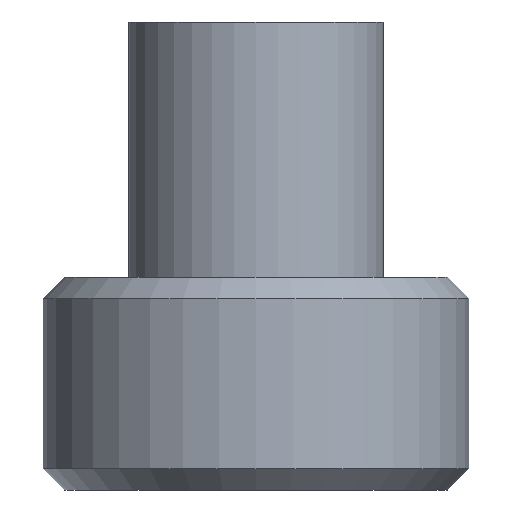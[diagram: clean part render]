
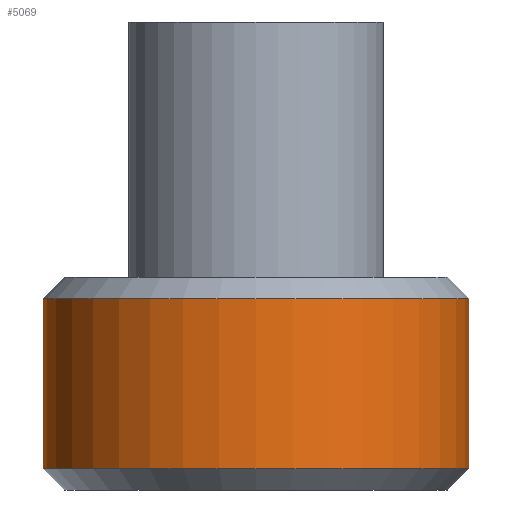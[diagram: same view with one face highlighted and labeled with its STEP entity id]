
A CAD part, left-side view. The second image highlights one B-rep face of the part: STEP entity #5069.
In plain terms, the highlighted cylindrical face has radius 10 mm (diameter 20 mm), a full revolution.
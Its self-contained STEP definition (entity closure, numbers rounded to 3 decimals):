
#53=CYLINDRICAL_SURFACE('',#5298,10.);
#84=CIRCLE('',#5295,10.);
#85=CIRCLE('',#5296,10.);
#87=CIRCLE('',#5299,10.);
#88=CIRCLE('',#5300,10.);
#119=FACE_BOUND('',#812,.T.);
#500=FACE_OUTER_BOUND('',#811,.T.);
#811=EDGE_LOOP('',(#4611,#4612,#4613,#4614,#4615,#4616));
#812=EDGE_LOOP('',(#4617,#4618));
#1195=LINE('',#9685,#1574);
#1574=VECTOR('',#5995,10.);
#1902=B_SPLINE_CURVE_WITH_KNOTS('',3,(#9629,#9630,#9631,#9632,#9633,#9634,
#9635,#9636,#9637,#9638,#9639,#9640,#9641,#9642,#9643,#9644,#9645,#9646),
 .UNSPECIFIED.,.F.,.F.,(4,2,2,2,2,2,2,2,4),(0.,0.038,0.075,
0.113,0.151,0.188,0.226,
0.264,0.302),.UNSPECIFIED.);
#1903=B_SPLINE_CURVE_WITH_KNOTS('',3,(#9647,#9648,#9649,#9650,#9651,#9652,
#9653,#9654,#9655,#9656,#9657,#9658,#9659,#9660,#9661,#9662,#9663,#9664),
 .UNSPECIFIED.,.F.,.F.,(4,2,2,2,2,2,2,2,4),(0.302,0.339,
0.377,0.415,0.452,0.49,
0.528,0.565,0.603),.UNSPECIFIED.);
#2389=VERTEX_POINT('',#9626);
#2390=VERTEX_POINT('',#9628);
#2393=VERTEX_POINT('',#9673);
#2394=VERTEX_POINT('',#9674);
#2396=VERTEX_POINT('',#9681);
#2397=VERTEX_POINT('',#9682);
#3128=EDGE_CURVE('',#2390,#2389,#1902,.T.);
#3129=EDGE_CURVE('',#2389,#2390,#1903,.T.);
#3133=EDGE_CURVE('',#2393,#2394,#84,.T.);
#3134=EDGE_CURVE('',#2394,#2393,#85,.T.);
#3137=EDGE_CURVE('',#2396,#2397,#87,.T.);
#3138=EDGE_CURVE('',#2397,#2396,#88,.T.);
#3139=EDGE_CURVE('',#2397,#2394,#1195,.T.);
#4611=ORIENTED_EDGE('',*,*,#3137,.F.);
#4612=ORIENTED_EDGE('',*,*,#3138,.F.);
#4613=ORIENTED_EDGE('',*,*,#3139,.T.);
#4614=ORIENTED_EDGE('',*,*,#3133,.F.);
#4615=ORIENTED_EDGE('',*,*,#3134,.F.);
#4616=ORIENTED_EDGE('',*,*,#3139,.F.);
#4617=ORIENTED_EDGE('',*,*,#3128,.T.);
#4618=ORIENTED_EDGE('',*,*,#3129,.T.);
#5069=ADVANCED_FACE('',(#500,#119),#53,.T.);
#5295=AXIS2_PLACEMENT_3D('',#9675,#5982,#5983);
#5296=AXIS2_PLACEMENT_3D('',#9676,#5984,#5985);
#5298=AXIS2_PLACEMENT_3D('',#9680,#5989,#5990);
#5299=AXIS2_PLACEMENT_3D('',#9683,#5991,#5992);
#5300=AXIS2_PLACEMENT_3D('',#9684,#5993,#5994);
#5982=DIRECTION('center_axis',(0.,0.,-1.));
#5983=DIRECTION('ref_axis',(-1.,0.,0.));
#5984=DIRECTION('center_axis',(0.,0.,-1.));
#5985=DIRECTION('ref_axis',(-1.,0.,0.));
#5989=DIRECTION('center_axis',(0.,0.,1.));
#5990=DIRECTION('ref_axis',(1.,0.,0.));
#5991=DIRECTION('center_axis',(0.,0.,1.));
#5992=DIRECTION('ref_axis',(-1.,0.,0.));
#5993=DIRECTION('center_axis',(0.,0.,1.));
#5994=DIRECTION('ref_axis',(-1.,0.,0.));
#5995=DIRECTION('',(0.,0.,-1.));
#9626=CARTESIAN_POINT('',(9.95,-1.,2.5));
#9628=CARTESIAN_POINT('',(9.95,1.,2.5));
#9629=CARTESIAN_POINT('Ctrl Pts',(9.95,1.,2.5));
#9630=CARTESIAN_POINT('Ctrl Pts',(9.95,1.,2.374));
#9631=CARTESIAN_POINT('Ctrl Pts',(9.952,0.975,2.24));
#9632=CARTESIAN_POINT('Ctrl Pts',(9.962,0.873,1.994));
#9633=CARTESIAN_POINT('Ctrl Pts',(9.969,0.796,1.882));
#9634=CARTESIAN_POINT('Ctrl Pts',(9.981,0.618,1.704));
#9635=CARTESIAN_POINT('Ctrl Pts',(9.988,0.506,1.627));
#9636=CARTESIAN_POINT('Ctrl Pts',(9.997,0.26,1.525));
#9637=CARTESIAN_POINT('Ctrl Pts',(10.,0.126,1.5));
#9638=CARTESIAN_POINT('Ctrl Pts',(10.,-0.126,1.5));
#9639=CARTESIAN_POINT('Ctrl Pts',(9.997,-0.26,1.525));
#9640=CARTESIAN_POINT('Ctrl Pts',(9.988,-0.506,1.627));
#9641=CARTESIAN_POINT('Ctrl Pts',(9.981,-0.618,1.704));
#9642=CARTESIAN_POINT('Ctrl Pts',(9.969,-0.796,1.882));
#9643=CARTESIAN_POINT('Ctrl Pts',(9.962,-0.873,1.994));
#9644=CARTESIAN_POINT('Ctrl Pts',(9.952,-0.975,2.24));
#9645=CARTESIAN_POINT('Ctrl Pts',(9.95,-1.,2.374));
#9646=CARTESIAN_POINT('Ctrl Pts',(9.95,-1.,2.5));
#9647=CARTESIAN_POINT('Ctrl Pts',(9.95,-1.,2.5));
#9648=CARTESIAN_POINT('Ctrl Pts',(9.95,-1.,2.626));
#9649=CARTESIAN_POINT('Ctrl Pts',(9.952,-0.975,2.76));
#9650=CARTESIAN_POINT('Ctrl Pts',(9.962,-0.873,3.006));
#9651=CARTESIAN_POINT('Ctrl Pts',(9.969,-0.796,3.118));
#9652=CARTESIAN_POINT('Ctrl Pts',(9.981,-0.618,3.296));
#9653=CARTESIAN_POINT('Ctrl Pts',(9.988,-0.506,3.373));
#9654=CARTESIAN_POINT('Ctrl Pts',(9.997,-0.26,3.475));
#9655=CARTESIAN_POINT('Ctrl Pts',(10.,-0.126,3.5));
#9656=CARTESIAN_POINT('Ctrl Pts',(10.,0.126,3.5));
#9657=CARTESIAN_POINT('Ctrl Pts',(9.997,0.26,3.475));
#9658=CARTESIAN_POINT('Ctrl Pts',(9.988,0.506,3.373));
#9659=CARTESIAN_POINT('Ctrl Pts',(9.981,0.618,3.296));
#9660=CARTESIAN_POINT('Ctrl Pts',(9.969,0.796,3.118));
#9661=CARTESIAN_POINT('Ctrl Pts',(9.962,0.873,3.006));
#9662=CARTESIAN_POINT('Ctrl Pts',(9.952,0.975,2.76));
#9663=CARTESIAN_POINT('Ctrl Pts',(9.95,1.,2.626));
#9664=CARTESIAN_POINT('Ctrl Pts',(9.95,1.,2.5));
#9673=CARTESIAN_POINT('',(10.,0.,1.));
#9674=CARTESIAN_POINT('',(-10.,0.,1.));
#9675=CARTESIAN_POINT('Origin',(0.,0.,1.));
#9676=CARTESIAN_POINT('Origin',(0.,0.,1.));
#9680=CARTESIAN_POINT('Origin',(0.,0.,0.));
#9681=CARTESIAN_POINT('',(10.,0.,9.));
#9682=CARTESIAN_POINT('',(-10.,0.,9.));
#9683=CARTESIAN_POINT('Origin',(0.,0.,9.));
#9684=CARTESIAN_POINT('Origin',(0.,0.,9.));
#9685=CARTESIAN_POINT('',(-10.,0.,0.));
